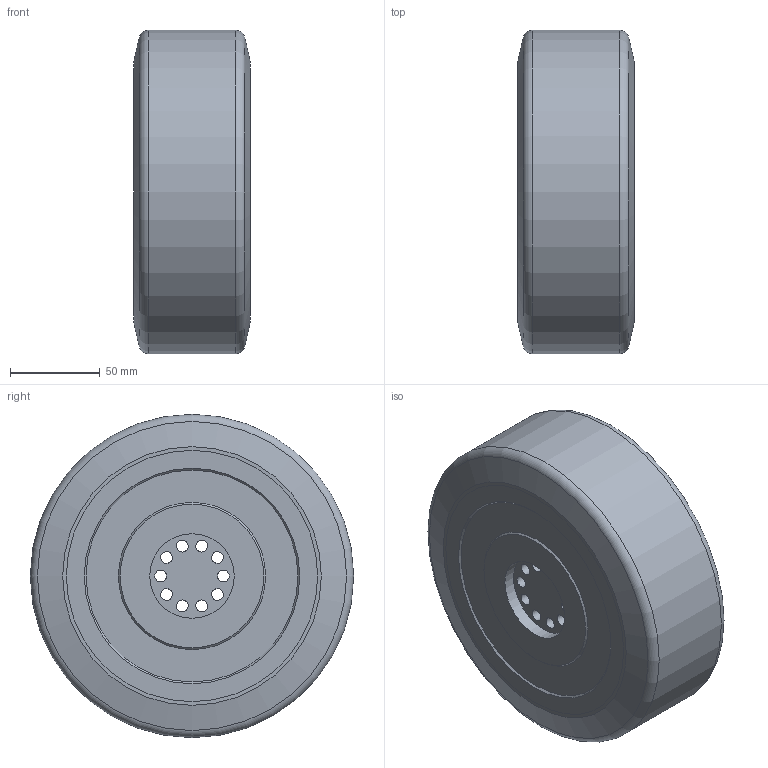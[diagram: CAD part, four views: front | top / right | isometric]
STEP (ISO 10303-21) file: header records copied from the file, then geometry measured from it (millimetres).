
FILE_DESCRIPTION(/* description */ (''),/* implementation_level */ '2;1');
FILE_NAME(/* name */ 'CH62676G.stp',/* time_stamp */ '2023-08-23T10:55:36+09:00',/* author */ ('ta12347939'),/* organization */ (''),/* preprocessor_version */ 'ST-DEVELOPER v18.1',/* originating_system */ 'Autodesk Inventor 2021',/* authorisation */ '');
FILE_SCHEMA (('AUTOMOTIVE_DESIGN { 1 0 10303 214 3 1 1 }'));
Length unit declared in the file: millimetre
Products named in the file (1): ECO S wheel
Bounding box: 65 x 180 x 180 mm (x, y, z)
Volume: 967855.4 mm3; surface area: 162394.1 mm2
Topology: 2 solids, 2 shells, 42 faces, 142 edges, 110 vertices
Faces by surface type: cylinder 15, cone 11, plane 10, torus 6
Full cylindrical faces by diameter (mm): 6.6 x10, 47 x1, 132 x1, 144 x2, 180 x1
Entity records: 1796 total; most frequent: DIRECTION 344, CARTESIAN_POINT 295, ORIENTED_EDGE 284, AXIS2_PLACEMENT_3D 159, EDGE_CURVE 142, CIRCLE 116, VERTEX_POINT 110, EDGE_LOOP 70
